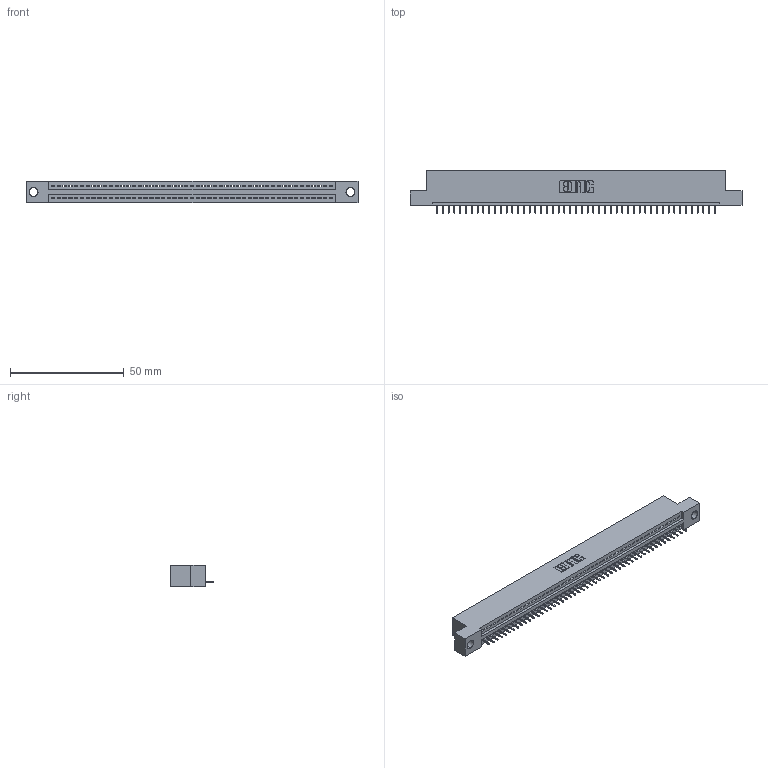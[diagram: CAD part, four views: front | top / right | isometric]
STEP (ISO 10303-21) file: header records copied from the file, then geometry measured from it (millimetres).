
FILE_DESCRIPTION (( 'STEP AP203' ), '1' );
FILE_NAME ('395-049-525-104.STEP', '2020-09-24T08:56:38', ( '' ), ( '' ), 'SwSTEP 2.0', 'SolidWorks 2020', '' );
FILE_SCHEMA (( 'CONFIG_CONTROL_DESIGN' ));
Length unit declared in the file: inch
Products named in the file (3): 395-049-525-104; 345 Part_Flush Mounting Lugs - 0.156 Dia-TH; 345-292-001_345-293-125
Assembly tree (50 placements, depth 2):
  395-049-525-104
    345 Part_Flush Mounting Lugs - 0.156 Dia-TH
    345-292-001_345-293-125  x49
Bounding box: 145.67 x 18.72 x 9.4 mm (x, y, z)
Volume: 13605.2 mm3; surface area: 17316.8 mm2
Topology: 50 solids, 50 shells, 3164 faces, 9161 edges, 5910 vertices
Faces by surface type: plane 2334, cylinder 830
Entity records: 36013 total; most frequent: CARTESIAN_POINT 6243, ORIENTED_EDGE 6226, DIRECTION 5443, EDGE_CURVE 3113, VECTOR 2789, LINE 2789, VERTEX_POINT 2070, AXIS2_PLACEMENT_3D 1327
